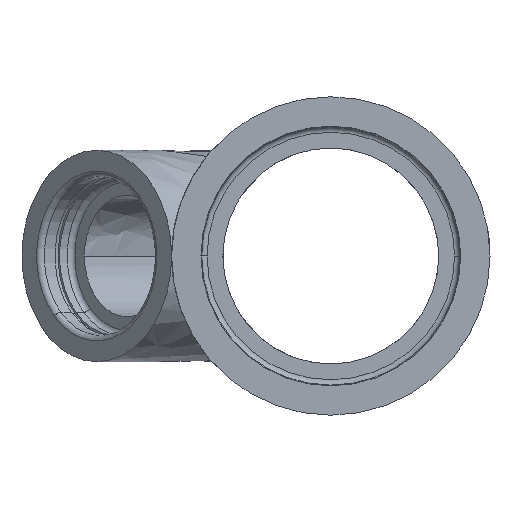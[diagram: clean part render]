
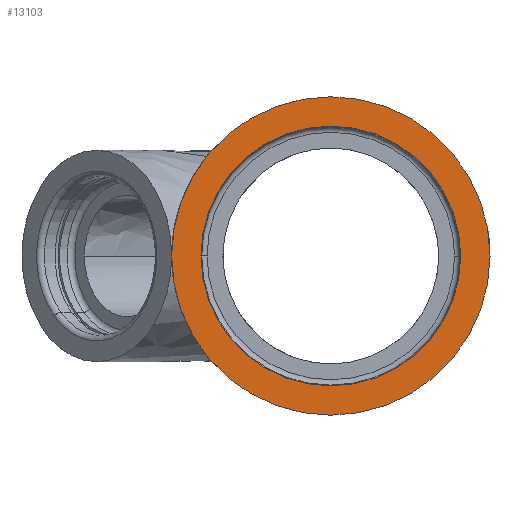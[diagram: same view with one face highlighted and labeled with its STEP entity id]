
A CAD part, front view. The second image highlights one B-rep face of the part: STEP entity #13103.
In plain terms, the highlighted planar face has unit normal (0, -1, 0).
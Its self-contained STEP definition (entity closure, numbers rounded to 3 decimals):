
#98 = ORIENTED_EDGE ( 'NONE', *, *, #15415, .F. ) ;
#649 = VERTEX_POINT ( 'NONE', #9178 ) ;
#779 = DIRECTION ( 'NONE',  ( 0., 0., 1. ) ) ;
#819 = DIRECTION ( 'NONE',  ( 0., 1., 0. ) ) ;
#2193 = CIRCLE ( 'NONE', #14569, 240.64 ) ;
#2309 = CARTESIAN_POINT ( 'NONE',  ( 0., 0., 0. ) ) ;
#2579 = PLANE ( 'NONE',  #10539 ) ;
#2727 = DIRECTION ( 'NONE',  ( 0., 1., 0. ) ) ;
#2893 = ORIENTED_EDGE ( 'NONE', *, *, #14424, .F. ) ;
#2978 = VERTEX_POINT ( 'NONE', #3131 ) ;
#3131 = CARTESIAN_POINT ( 'NONE',  ( -240.64, 0., 0. ) ) ;
#3950 = CIRCLE ( 'NONE', #4526, 295. ) ;
#4074 = VERTEX_POINT ( 'NONE', #4358 ) ;
#4257 = AXIS2_PLACEMENT_3D ( 'NONE', #5495, #2727, #11010 ) ;
#4358 = CARTESIAN_POINT ( 'NONE',  ( 0., 0., -295. ) ) ;
#4526 = AXIS2_PLACEMENT_3D ( 'NONE', #10019, #5689, #15262 ) ;
#5495 = CARTESIAN_POINT ( 'NONE',  ( 0., 0., 0. ) ) ;
#5689 = DIRECTION ( 'NONE',  ( 0., 1., 0. ) ) ;
#6340 = FACE_OUTER_BOUND ( 'NONE', #13082, .T. ) ;
#6894 = CIRCLE ( 'NONE', #15840, 295. ) ;
#6938 = CARTESIAN_POINT ( 'NONE',  ( 0., 0., 295. ) ) ;
#7738 = AXIS2_PLACEMENT_3D ( 'NONE', #2309, #15752, #14304 ) ;
#8058 = DIRECTION ( 'NONE',  ( 0., 1., 0. ) ) ;
#8771 = EDGE_CURVE ( 'NONE', #2978, #8864, #10049, .T. ) ;
#8774 = VERTEX_POINT ( 'NONE', #6938 ) ;
#8864 = VERTEX_POINT ( 'NONE', #17221 ) ;
#8921 = CARTESIAN_POINT ( 'NONE',  ( 0., 0., 0. ) ) ;
#9148 = DIRECTION ( 'NONE',  ( 0., 1., 0. ) ) ;
#9178 = CARTESIAN_POINT ( 'NONE',  ( -295., 0., 0. ) ) ;
#9233 = CARTESIAN_POINT ( 'NONE',  ( 0., 0., 0. ) ) ;
#10019 = CARTESIAN_POINT ( 'NONE',  ( 0., 0., 0. ) ) ;
#10049 = CIRCLE ( 'NONE', #4257, 240.64 ) ;
#10539 = AXIS2_PLACEMENT_3D ( 'NONE', #17631, #9148, #779 ) ;
#10997 = EDGE_LOOP ( 'NONE', ( #14235, #13888 ) ) ;
#11010 = DIRECTION ( 'NONE',  ( 0., 0., -1. ) ) ;
#12034 = FACE_BOUND ( 'NONE', #10997, .T. ) ;
#12926 = EDGE_CURVE ( 'NONE', #8864, #2978, #2193, .T. ) ;
#13082 = EDGE_LOOP ( 'NONE', ( #13255, #2893, #98 ) ) ;
#13103 = ADVANCED_FACE ( 'NONE', ( #12034, #6340 ), #2579, .F. ) ;
#13249 = DIRECTION ( 'NONE',  ( 0., 0., 1. ) ) ;
#13255 = ORIENTED_EDGE ( 'NONE', *, *, #17500, .F. ) ;
#13888 = ORIENTED_EDGE ( 'NONE', *, *, #12926, .T. ) ;
#14235 = ORIENTED_EDGE ( 'NONE', *, *, #8771, .T. ) ;
#14304 = DIRECTION ( 'NONE',  ( 0., 0., 1. ) ) ;
#14424 = EDGE_CURVE ( 'NONE', #4074, #649, #14959, .T. ) ;
#14569 = AXIS2_PLACEMENT_3D ( 'NONE', #9233, #8058, #17362 ) ;
#14959 = CIRCLE ( 'NONE', #7738, 295. ) ;
#15262 = DIRECTION ( 'NONE',  ( 0., 0., 1. ) ) ;
#15415 = EDGE_CURVE ( 'NONE', #8774, #4074, #6894, .T. ) ;
#15752 = DIRECTION ( 'NONE',  ( 0., 1., 0. ) ) ;
#15840 = AXIS2_PLACEMENT_3D ( 'NONE', #8921, #819, #13249 ) ;
#17221 = CARTESIAN_POINT ( 'NONE',  ( 240.64, 0., 0. ) ) ;
#17362 = DIRECTION ( 'NONE',  ( 0., 0., -1. ) ) ;
#17500 = EDGE_CURVE ( 'NONE', #649, #8774, #3950, .T. ) ;
#17631 = CARTESIAN_POINT ( 'NONE',  ( 0., 0., 0. ) ) ;
